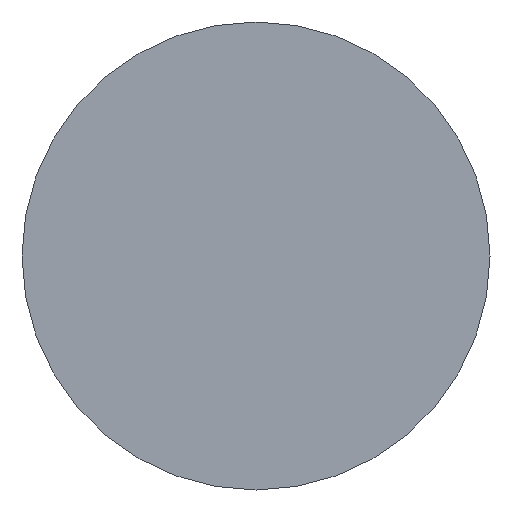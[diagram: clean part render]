
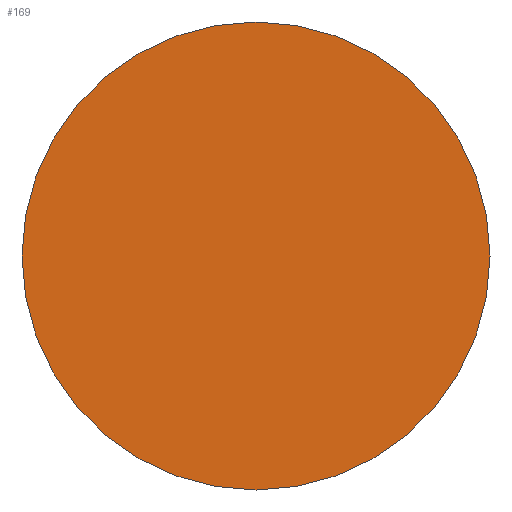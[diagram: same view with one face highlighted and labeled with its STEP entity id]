
A CAD part, front view. The second image highlights one B-rep face of the part: STEP entity #169.
In plain terms, the highlighted planar face has unit normal (0, -1, 0).
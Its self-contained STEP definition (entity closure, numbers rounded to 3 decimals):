
#10=CARTESIAN_POINT('',(0.,0.,0.));
#11=DIRECTION('',(0.,1.,0.));
#12=DIRECTION('',(0.,0.,-1.));
#13=AXIS2_PLACEMENT_3D('',#10,#11,#12);
#15=CARTESIAN_POINT('',(0.,0.,0.));
#16=DIRECTION('',(0.,-1.,0.));
#17=DIRECTION('',(0.,0.,-1.));
#18=AXIS2_PLACEMENT_3D('',#15,#16,#17);
#126=CARTESIAN_POINT('',(0.,0.,-5.));
#128=VERTEX_POINT('',#126);
#134=CARTESIAN_POINT('',(0.,0.,5.));
#136=VERTEX_POINT('',#134);
#158=CARTESIAN_POINT('',(0.,0.,0.));
#159=DIRECTION('',(0.,-1.,0.));
#160=DIRECTION('',(0.,0.,1.));
#161=AXIS2_PLACEMENT_3D('',#158,#159,#160);
#162=PLANE('',#161);
#164=ORIENTED_EDGE('',*,*,#163,.T.);
#166=ORIENTED_EDGE('',*,*,#165,.F.);
#167=EDGE_LOOP('',(#164,#166));
#168=FACE_OUTER_BOUND('',#167,.F.);
#169=ADVANCED_FACE('',(#168),#162,.T.);
#14=CIRCLE('',#13,5.);
#19=CIRCLE('',#18,5.);
#163=EDGE_CURVE('',#128,#136,#14,.T.);
#165=EDGE_CURVE('',#128,#136,#19,.T.);
